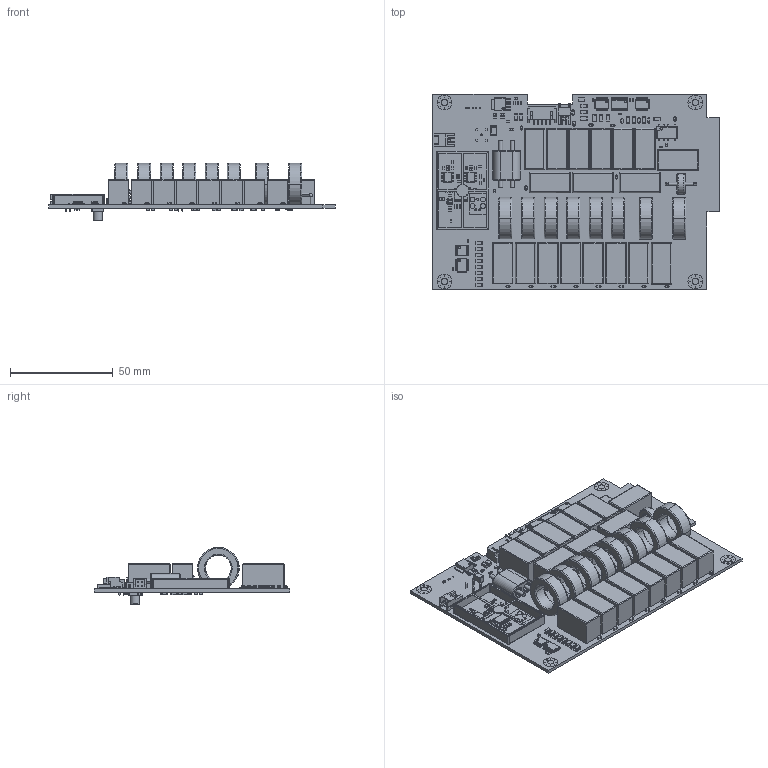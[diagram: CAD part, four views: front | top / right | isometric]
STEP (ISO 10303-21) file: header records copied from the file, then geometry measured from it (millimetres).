
FILE_DESCRIPTION(('STEP AP214'),'1');
FILE_NAME('P25-E006-22.step','2022-08-01T17:19:19',(' '),(' '),'Spatial InterOp 3D','XD3DPlugin XRACreate',' ');
FILE_SCHEMA(('automotive_design'));
Length unit declared in the file: millimetre
Products named in the file (107): Submodel-SOP18P65_680X640X155L45X24.xtd; SOP18P65_680X640X155L45X24; Submodel-TBD62783AFNG_comma_EL_part_simplified_SOP18P65_680X640X155L45X24N; DesignRootModel; Submodel-SOD170X125X115L27X32.xtd; SOD170X125X115L27X32; Submodel-1N4148WX-TP_part_simplified_SOD170X125X115L27X32N; Submodel-T80.xtd; T80; Submodel-T80_part_simplified_T80-2; Submodel-HLS4078.xtd; HLS4078; Submodel-HLS-4078-DC12V_part_simplified_HLS-4078; Submodel-RESC160X80X60L30.xtd; RESC160X80X60L30; Submodel-RC0603FR-0730RL_part_simplified_RESC1608X60N; Submodel-RC0603FR-0768RL_part_simplified_RESC1608X60N; Submodel-U.FL-R-SMT-1.xtd; U.FL-R-SMT-1; Submodel-U.FL-R-SMT_lpar_10_rpar__part_simplified_U.FL-R-SMT; Submodel-RC0603FR-071K5L_part_simplified_RESC1608X60N; Submodel-SOT23-5P95_280X145L42X40.xtd; SOT23-5P95_280X145L42X40; Submodel-TPS79333DBVR_part_simplified_SOT23-5P95_280X145L45X40N; Submodel-SOP16P65_500X640X120L62X24.xtd; SOP16P65_500X640X120L62X24; Submodel-TCA9534APWR_part_simplified_SOP16P65_500X640X120L62X24N; Submodel-xd_indpwr8_5.xtd; xd_indpwr8_5; Submodel-CBC3225T101MR_part_simplified_INDM3225; Submodel-SMI0603FT330K_part_simplified_RESC1608X60N; Submodel-RC0603FR-0710KL_part_simplified_RESC1608X60N; Submodel-xd_dioc134_1.xtd; xd_dioc134_1; Submodel-TP1MM_part_simplified_TP1mm; Submodel-RC0603FR-07470RL_part_simplified_RESC1608X60N; Submodel-RC0603FR-0749R9L_part_simplified_RESC1608X60N; Submodel-CAPC320X160X135L50.xtd; CAPC320X160X135L50; Submodel-CL31C220JHFNNNE_part_simplified_CAPC3216X135N ...
Assembly tree (242 placements, depth 5):
  P25-E006-22
    DesignRootModel
      Submodel-TBD62783AFNG_comma_EL_part_simplified_SOP18P65_680X640X155L45X24N  x3
        Submodel-SOP18P65_680X640X155L45X24.xtd
          SOP18P65_680X640X155L45X24
      Submodel-1N4148WX-TP_part_simplified_SOD170X125X115L27X32N  x19
        Submodel-SOD170X125X115L27X32.xtd
          SOD170X125X115L27X32
      Submodel-T80_part_simplified_T80-2  x6
        Submodel-T80.xtd
          T80
      Submodel-HLS-4078-DC12V_part_simplified_HLS-4078  x18
        Submodel-HLS4078.xtd
          HLS4078
      Submodel-RC0603FR-0730RL_part_simplified_RESC1608X60N  x2
        Submodel-RESC160X80X60L30.xtd
          RESC160X80X60L30
      Submodel-RC0603FR-0768RL_part_simplified_RESC1608X60N  x2
        Submodel-RESC160X80X60L30.xtd
          RESC160X80X60L30
      Submodel-U.FL-R-SMT_lpar_10_rpar__part_simplified_U.FL-R-SMT  x2
        Submodel-U.FL-R-SMT-1.xtd
          U.FL-R-SMT-1
      Submodel-RC0603FR-071K5L_part_simplified_RESC1608X60N
        Submodel-RESC160X80X60L30.xtd
          RESC160X80X60L30
      Submodel-TPS79333DBVR_part_simplified_SOT23-5P95_280X145L45X40N
        Submodel-SOT23-5P95_280X145L42X40.xtd
          SOT23-5P95_280X145L42X40
      Submodel-TCA9534APWR_part_simplified_SOP16P65_500X640X120L62X24N
        Submodel-SOP16P65_500X640X120L62X24.xtd
          SOP16P65_500X640X120L62X24
      Submodel-CBC3225T101MR_part_simplified_INDM3225  x19
        Submodel-xd_indpwr8_5.xtd
          xd_indpwr8_5
      Submodel-SMI0603FT330K_part_simplified_RESC1608X60N  x4
        Submodel-RESC160X80X60L30.xtd
          RESC160X80X60L30
      Submodel-RC0603FR-0710KL_part_simplified_RESC1608X60N  x2
        Submodel-RESC160X80X60L30.xtd
          RESC160X80X60L30
      Submodel-TP1MM_part_simplified_TP1mm  x2
        Submodel-xd_dioc134_1.xtd
          xd_dioc134_1
      Submodel-RC0603FR-07470RL_part_simplified_RESC1608X60N
        Submodel-RESC160X80X60L30.xtd
          RESC160X80X60L30
      Submodel-RC0603FR-0749R9L_part_simplified_RESC1608X60N  x3
        Submodel-RESC160X80X60L30.xtd
          RESC160X80X60L30
      Submodel-CL31C220JHFNNNE_part_simplified_CAPC3216X135N  x10
        Submodel-CAPC320X160X135L50.xtd
          CAPC320X160X135L50
      Submodel-CC0603MRX5R7BB106_part_simplified_CAPC1608X85N  x2
        Submodel-CAPC160X80X90L30.xtd
          CAPC160X80X90L30
      Submodel-RC0603FR-075K1L_part_simplified_RESC1608X60N
        Submodel-RESC160X80X60L30.xtd
          RESC160X80X60L30
      Submodel-S5B-PH-SM4-TB_lpar_LF_rpar__lpar_SN_rpar__part_simplified_S5B-PH-SM4
Bounding box: 139.32 x 95 x 27.86 mm (x, y, z)
Volume: 77142.4 mm3; surface area: 63608 mm2
Topology: 492 solids, 492 shells, 8750 faces, 20697 edges, 12469 vertices
Faces by surface type: plane 5277, cylinder 2714, sphere 557, torus 146, extrusion 38, cone 18
Full cylindrical faces by diameter (mm): 0.96 x2, 1 x3, 1.45 x1, 1.9 x1, 2.4 x4, 2.7 x1, 3.15 x1, 3.45 x1, 4.5 x1
Entity records: 100386 total; most frequent: CARTESIAN_POINT 13211, DIRECTION 12911, ORIENTED_EDGE 12294, EDGE_CURVE 6147, VECTOR 4849, LINE 4847, AXIS2_PLACEMENT_3D 4031, VERTEX_POINT 3963
